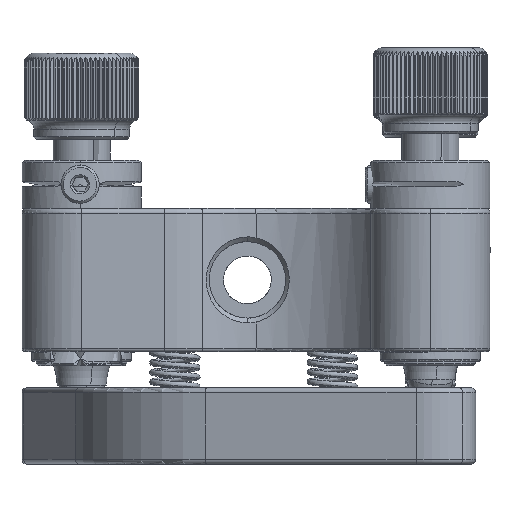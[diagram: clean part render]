
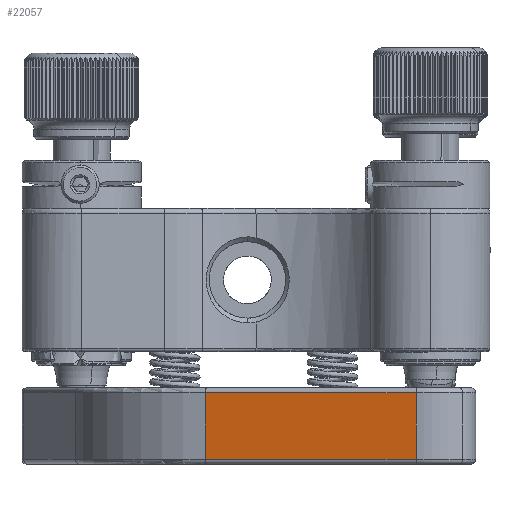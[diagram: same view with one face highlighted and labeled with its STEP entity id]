
A CAD part, left-side view. The second image highlights one B-rep face of the part: STEP entity #22057.
In plain terms, the highlighted planar face has unit normal (-0.971, 0.238, 0).
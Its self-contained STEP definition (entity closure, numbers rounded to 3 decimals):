
#562 = DIRECTION ( 'NONE',  ( 0., 0., 1. ) ) ;
#4428 = CARTESIAN_POINT ( 'NONE',  ( -18.918, 5.31, -14.133 ) ) ;
#4726 = B_SPLINE_CURVE_WITH_KNOTS ( 'NONE', 3,
 ( #47842, #31871, #42760, #11484 ),
 .UNSPECIFIED., .F., .F.,
 ( 4, 4 ),
 ( 0., 1. ),
 .UNSPECIFIED. ) ;
#6139 = CARTESIAN_POINT ( 'NONE',  ( -22.52, -9.406, -11.8 ) ) ;
#9584 = CARTESIAN_POINT ( 'NONE',  ( -18.918, 5.31, -18.8 ) ) ;
#9915 = CARTESIAN_POINT ( 'NONE',  ( -20.719, -2.048, -18.8 ) ) ;
#11484 = CARTESIAN_POINT ( 'NONE',  ( -24.321, -16.764, -18.8 ) ) ;
#14376 = EDGE_CURVE ( 'NONE', #52288, #20045, #4726, .T. ) ;
#14974 = CARTESIAN_POINT ( 'NONE',  ( -18.918, 5.31, -16.467 ) ) ;
#17223 = PLANE ( 'NONE',  #47864 ) ;
#18940 = B_SPLINE_CURVE_WITH_KNOTS ( 'NONE', 3,
 ( #52066, #52749, #6139, #26882 ),
 .UNSPECIFIED., .F., .F.,
 ( 4, 4 ),
 ( 0., 1. ),
 .UNSPECIFIED. ) ;
#19746 = CARTESIAN_POINT ( 'NONE',  ( -18.918, 5.31, -11.8 ) ) ;
#20045 = VERTEX_POINT ( 'NONE', #36198 ) ;
#20853 = EDGE_CURVE ( 'NONE', #49072, #57485, #49184, .T. ) ;
#21917 = ORIENTED_EDGE ( 'NONE', *, *, #14376, .F. ) ;
#22057 = ADVANCED_FACE ( 'NONE', ( #63480 ), #17223, .T. ) ;
#26882 = CARTESIAN_POINT ( 'NONE',  ( -24.321, -16.764, -11.8 ) ) ;
#29167 = ORIENTED_EDGE ( 'NONE', *, *, #43573, .F. ) ;
#30640 = CARTESIAN_POINT ( 'NONE',  ( -22.52, -9.406, -18.8 ) ) ;
#31871 = CARTESIAN_POINT ( 'NONE',  ( -24.321, -16.764, -14.133 ) ) ;
#31878 = B_SPLINE_CURVE_WITH_KNOTS ( 'NONE', 3,
 ( #9584, #9915, #30640, #46294 ),
 .UNSPECIFIED., .F., .F.,
 ( 4, 4 ),
 ( 0., 1. ),
 .UNSPECIFIED. ) ;
#32640 = EDGE_CURVE ( 'NONE', #57485, #20045, #31878, .T. ) ;
#33757 = EDGE_LOOP ( 'NONE', ( #67125, #62040, #21917, #29167 ) ) ;
#35355 = CARTESIAN_POINT ( 'NONE',  ( -18.918, 5.31, -11.8 ) ) ;
#36198 = CARTESIAN_POINT ( 'NONE',  ( -24.321, -16.764, -18.8 ) ) ;
#37525 = CARTESIAN_POINT ( 'NONE',  ( -24.321, -16.764, -11.8 ) ) ;
#40484 = CARTESIAN_POINT ( 'NONE',  ( -18.918, 5.31, -18.8 ) ) ;
#42760 = CARTESIAN_POINT ( 'NONE',  ( -24.321, -16.764, -16.467 ) ) ;
#43573 = EDGE_CURVE ( 'NONE', #49072, #52288, #18940, .T. ) ;
#44496 = CARTESIAN_POINT ( 'NONE',  ( -18.918, 5.31, -18.8 ) ) ;
#46294 = CARTESIAN_POINT ( 'NONE',  ( -24.321, -16.764, -18.8 ) ) ;
#47842 = CARTESIAN_POINT ( 'NONE',  ( -24.321, -16.764, -11.8 ) ) ;
#47864 = AXIS2_PLACEMENT_3D ( 'NONE', #63144, #58391, #562 ) ;
#49072 = VERTEX_POINT ( 'NONE', #35355 ) ;
#49184 = B_SPLINE_CURVE_WITH_KNOTS ( 'NONE', 3,
 ( #19746, #4428, #14974, #40484 ),
 .UNSPECIFIED., .F., .F.,
 ( 4, 4 ),
 ( 0., 1. ),
 .UNSPECIFIED. ) ;
#52066 = CARTESIAN_POINT ( 'NONE',  ( -18.918, 5.31, -11.8 ) ) ;
#52288 = VERTEX_POINT ( 'NONE', #37525 ) ;
#52749 = CARTESIAN_POINT ( 'NONE',  ( -20.719, -2.048, -11.8 ) ) ;
#57485 = VERTEX_POINT ( 'NONE', #44496 ) ;
#58391 = DIRECTION ( 'NONE',  ( -0.971, 0.238, 0. ) ) ;
#62040 = ORIENTED_EDGE ( 'NONE', *, *, #32640, .T. ) ;
#63144 = CARTESIAN_POINT ( 'NONE',  ( -18.918, 5.31, -19.3 ) ) ;
#63480 = FACE_OUTER_BOUND ( 'NONE', #33757, .T. ) ;
#67125 = ORIENTED_EDGE ( 'NONE', *, *, #20853, .T. ) ;
